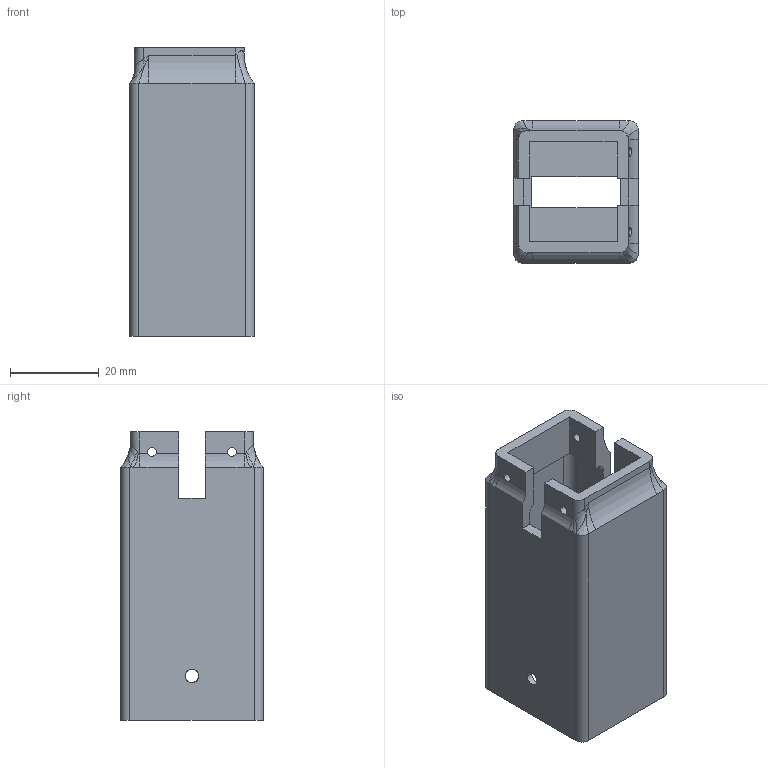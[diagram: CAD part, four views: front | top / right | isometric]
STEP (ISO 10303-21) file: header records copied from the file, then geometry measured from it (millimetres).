
FILE_DESCRIPTION (( 'STEP AP203' ), '1' );
FILE_NAME ('M_H.STEP', '2025-10-27T07:14:32', ( '' ), ( '' ), 'SwSTEP 2.0', 'SolidWorks 2022', '' );
FILE_SCHEMA (( 'CONFIG_CONTROL_DESIGN' ));
Length unit declared in the file: millimetre
Products named in the file (1): M_H
Bounding box: 28 x 32 x 65 mm (x, y, z)
Volume: 22134 mm3; surface area: 14591.7 mm2
Topology: 1 solids, 1 shells, 105 faces, 287 edges, 176 vertices
Faces by surface type: cylinder 39, plane 39, bspline 23, sphere 4
Entity records: 4051 total; most frequent: CARTESIAN_POINT 1434, ORIENTED_EDGE 564, DIRECTION 491, EDGE_CURVE 282, VERTEX_POINT 176, AXIS2_PLACEMENT_3D 169, VECTOR 153, LINE 153
